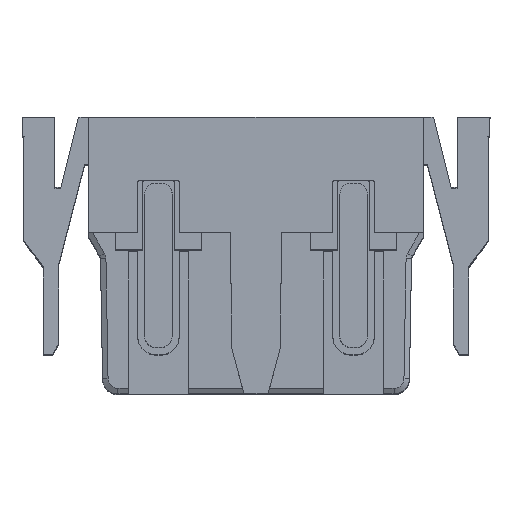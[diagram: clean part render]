
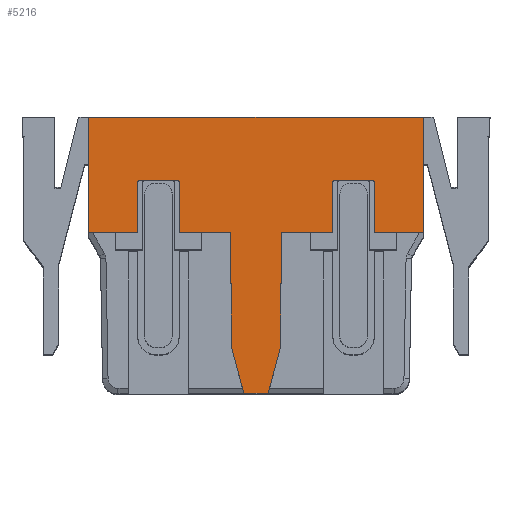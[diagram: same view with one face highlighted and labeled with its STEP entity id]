
A CAD part, top view. The second image highlights one B-rep face of the part: STEP entity #5216.
In plain terms, the highlighted planar face has unit normal (0, 0, 1).
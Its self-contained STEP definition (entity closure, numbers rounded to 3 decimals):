
#5075=AXIS2_PLACEMENT_3D('Plane Axis2P3D',#5072,#5073,#5074) ;
#5086=AXIS2_PLACEMENT_3D('Circle Axis2P3D',#5084,#5085,$) ;
#5091=AXIS2_PLACEMENT_3D('Circle Axis2P3D',#5089,#5090,$) ;
#5159=AXIS2_PLACEMENT_3D('Circle Axis2P3D',#5157,#5158,$) ;
#5173=AXIS2_PLACEMENT_3D('Circle Axis2P3D',#5171,#5172,$) ;
#3750=CARTESIAN_POINT('Vertex',(1.1,-14.2,14.35)) ;
#3753=CARTESIAN_POINT('Line Origine',(0.,-14.2,14.35)) ;
#3757=CARTESIAN_POINT('Vertex',(-1.1,-14.2,14.35)) ;
#3915=CARTESIAN_POINT('Vertex',(-15.25,0.5,14.35)) ;
#3918=CARTESIAN_POINT('Line Origine',(-15.25,5.75,14.35)) ;
#3922=CARTESIAN_POINT('Vertex',(-15.25,11.,14.35)) ;
#4010=CARTESIAN_POINT('Line Origine',(0.,11.,14.35)) ;
#4014=CARTESIAN_POINT('Vertex',(15.25,11.,14.35)) ;
#4176=CARTESIAN_POINT('Line Origine',(15.25,5.75,14.35)) ;
#4180=CARTESIAN_POINT('Vertex',(15.25,0.5,14.35)) ;
#4279=CARTESIAN_POINT('Vertex',(-7.25,5.25,14.35)) ;
#4282=CARTESIAN_POINT('Line Origine',(-8.9,5.25,14.35)) ;
#4286=CARTESIAN_POINT('Vertex',(-10.55,5.25,14.35)) ;
#4523=CARTESIAN_POINT('Vertex',(-10.85,0.5,14.35)) ;
#4526=CARTESIAN_POINT('Line Origine',(-13.05,0.5,14.35)) ;
#5055=CARTESIAN_POINT('Vertex',(2.23,-9.983,14.35)) ;
#5058=CARTESIAN_POINT('Line Origine',(1.665,-12.091,14.35)) ;
#5072=CARTESIAN_POINT('Axis2P3D Location',(0.,0.,14.35)) ;
#5077=CARTESIAN_POINT('Line Origine',(-10.85,2.725,14.35)) ;
#5081=CARTESIAN_POINT('Vertex',(-10.85,4.95,14.35)) ;
#5084=CARTESIAN_POINT('Axis2P3D Location',(-10.55,4.95,14.35)) ;
#5089=CARTESIAN_POINT('Axis2P3D Location',(-7.25,4.95,14.35)) ;
#5093=CARTESIAN_POINT('Vertex',(-6.95,4.95,14.35)) ;
#5096=CARTESIAN_POINT('Line Origine',(-6.95,2.725,14.35)) ;
#5100=CARTESIAN_POINT('Vertex',(-6.95,0.5,14.35)) ;
#5103=CARTESIAN_POINT('Line Origine',(-4.675,0.5,14.35)) ;
#5107=CARTESIAN_POINT('Vertex',(-2.4,0.5,14.35)) ;
#5110=CARTESIAN_POINT('Line Origine',(-2.361,0.5,14.35)) ;
#5114=CARTESIAN_POINT('Vertex',(-2.321,0.5,14.35)) ;
#5117=CARTESIAN_POINT('Line Origine',(-2.276,-4.741,14.35)) ;
#5121=CARTESIAN_POINT('Vertex',(-2.23,-9.983,14.35)) ;
#5124=CARTESIAN_POINT('Line Origine',(-1.665,-12.091,14.35)) ;
#5129=CARTESIAN_POINT('Line Origine',(2.276,-4.741,14.35)) ;
#5133=CARTESIAN_POINT('Vertex',(2.321,0.5,14.35)) ;
#5136=CARTESIAN_POINT('Line Origine',(2.361,0.5,14.35)) ;
#5140=CARTESIAN_POINT('Vertex',(2.4,0.5,14.35)) ;
#5143=CARTESIAN_POINT('Line Origine',(4.675,0.5,14.35)) ;
#5147=CARTESIAN_POINT('Vertex',(6.95,0.5,14.35)) ;
#5150=CARTESIAN_POINT('Line Origine',(6.95,2.725,14.35)) ;
#5154=CARTESIAN_POINT('Vertex',(6.95,4.95,14.35)) ;
#5157=CARTESIAN_POINT('Axis2P3D Location',(7.25,4.95,14.35)) ;
#5161=CARTESIAN_POINT('Vertex',(7.25,5.25,14.35)) ;
#5164=CARTESIAN_POINT('Line Origine',(8.9,5.25,14.35)) ;
#5168=CARTESIAN_POINT('Vertex',(10.55,5.25,14.35)) ;
#5171=CARTESIAN_POINT('Axis2P3D Location',(10.55,4.95,14.35)) ;
#5175=CARTESIAN_POINT('Vertex',(10.85,4.95,14.35)) ;
#5178=CARTESIAN_POINT('Line Origine',(10.85,2.725,14.35)) ;
#5182=CARTESIAN_POINT('Vertex',(10.85,0.5,14.35)) ;
#5185=CARTESIAN_POINT('Line Origine',(13.05,0.5,14.35)) ;
#3754=DIRECTION('Vector Direction',(1.,0.,0.)) ;
#3919=DIRECTION('Vector Direction',(0.,1.,0.)) ;
#4011=DIRECTION('Vector Direction',(1.,0.,0.)) ;
#4177=DIRECTION('Vector Direction',(0.,1.,0.)) ;
#4283=DIRECTION('Vector Direction',(-1.,0.,0.)) ;
#4527=DIRECTION('Vector Direction',(-1.,0.,0.)) ;
#5059=DIRECTION('Vector Direction',(-0.259,-0.966,0.)) ;
#5073=DIRECTION('Axis2P3D Direction',(0.,0.,1.)) ;
#5074=DIRECTION('Axis2P3D XDirection',(1.,0.,0.)) ;
#5078=DIRECTION('Vector Direction',(0.,1.,0.)) ;
#5085=DIRECTION('Axis2P3D Direction',(0.,0.,1.)) ;
#5090=DIRECTION('Axis2P3D Direction',(0.,0.,1.)) ;
#5097=DIRECTION('Vector Direction',(0.,-1.,0.)) ;
#5104=DIRECTION('Vector Direction',(-1.,0.,0.)) ;
#5111=DIRECTION('Vector Direction',(1.,0.,0.)) ;
#5118=DIRECTION('Vector Direction',(0.009,-1.,0.)) ;
#5125=DIRECTION('Vector Direction',(0.259,-0.966,0.)) ;
#5130=DIRECTION('Vector Direction',(-0.009,-1.,0.)) ;
#5137=DIRECTION('Vector Direction',(1.,0.,0.)) ;
#5144=DIRECTION('Vector Direction',(-1.,0.,0.)) ;
#5151=DIRECTION('Vector Direction',(0.,-1.,0.)) ;
#5158=DIRECTION('Axis2P3D Direction',(0.,0.,1.)) ;
#5165=DIRECTION('Vector Direction',(1.,0.,0.)) ;
#5172=DIRECTION('Axis2P3D Direction',(0.,0.,1.)) ;
#5179=DIRECTION('Vector Direction',(0.,1.,0.)) ;
#5186=DIRECTION('Vector Direction',(-1.,0.,0.)) ;
#3755=VECTOR('Line Direction',#3754,1.) ;
#3920=VECTOR('Line Direction',#3919,1.) ;
#4012=VECTOR('Line Direction',#4011,1.) ;
#4178=VECTOR('Line Direction',#4177,1.) ;
#4284=VECTOR('Line Direction',#4283,1.) ;
#4528=VECTOR('Line Direction',#4527,1.) ;
#5060=VECTOR('Line Direction',#5059,1.) ;
#5079=VECTOR('Line Direction',#5078,1.) ;
#5098=VECTOR('Line Direction',#5097,1.) ;
#5105=VECTOR('Line Direction',#5104,1.) ;
#5112=VECTOR('Line Direction',#5111,1.) ;
#5119=VECTOR('Line Direction',#5118,1.) ;
#5126=VECTOR('Line Direction',#5125,1.) ;
#5131=VECTOR('Line Direction',#5130,1.) ;
#5138=VECTOR('Line Direction',#5137,1.) ;
#5145=VECTOR('Line Direction',#5144,1.) ;
#5152=VECTOR('Line Direction',#5151,1.) ;
#5166=VECTOR('Line Direction',#5165,1.) ;
#5180=VECTOR('Line Direction',#5179,1.) ;
#5187=VECTOR('Line Direction',#5186,1.) ;
#5191=ORIENTED_EDGE('',*,*,#4530,.T.) ;
#5192=ORIENTED_EDGE('',*,*,#5083,.F.) ;
#5193=ORIENTED_EDGE('',*,*,#5088,.T.) ;
#5194=ORIENTED_EDGE('',*,*,#4288,.F.) ;
#5195=ORIENTED_EDGE('',*,*,#5095,.T.) ;
#5196=ORIENTED_EDGE('',*,*,#5102,.F.) ;
#5197=ORIENTED_EDGE('',*,*,#5109,.T.) ;
#5198=ORIENTED_EDGE('',*,*,#5116,.F.) ;
#5199=ORIENTED_EDGE('',*,*,#5123,.T.) ;
#5200=ORIENTED_EDGE('',*,*,#5128,.T.) ;
#5201=ORIENTED_EDGE('',*,*,#3759,.T.) ;
#5202=ORIENTED_EDGE('',*,*,#5062,.F.) ;
#5203=ORIENTED_EDGE('',*,*,#5135,.F.) ;
#5204=ORIENTED_EDGE('',*,*,#5142,.F.) ;
#5205=ORIENTED_EDGE('',*,*,#5149,.T.) ;
#5206=ORIENTED_EDGE('',*,*,#5156,.F.) ;
#5207=ORIENTED_EDGE('',*,*,#5163,.T.) ;
#5208=ORIENTED_EDGE('',*,*,#5170,.F.) ;
#5209=ORIENTED_EDGE('',*,*,#5177,.T.) ;
#5210=ORIENTED_EDGE('',*,*,#5184,.F.) ;
#5211=ORIENTED_EDGE('',*,*,#5189,.T.) ;
#5212=ORIENTED_EDGE('',*,*,#4182,.F.) ;
#5213=ORIENTED_EDGE('',*,*,#4016,.T.) ;
#5214=ORIENTED_EDGE('',*,*,#3924,.F.) ;
#5216=ADVANCED_FACE('Hauptk\X2\00F6\X0\rper.3',(#5215),#5076,.T.) ;
#5087=CIRCLE('generated circle',#5086,0.3) ;
#5092=CIRCLE('generated circle',#5091,0.3) ;
#5160=CIRCLE('generated circle',#5159,0.3) ;
#5174=CIRCLE('generated circle',#5173,0.3) ;
#3759=EDGE_CURVE('',#3758,#3751,#3756,.T.) ;
#3924=EDGE_CURVE('',#3916,#3923,#3921,.T.) ;
#4016=EDGE_CURVE('',#4015,#3923,#4013,.F.) ;
#4182=EDGE_CURVE('',#4015,#4181,#4179,.F.) ;
#4288=EDGE_CURVE('',#4280,#4287,#4285,.T.) ;
#4530=EDGE_CURVE('',#3916,#4524,#4529,.F.) ;
#5062=EDGE_CURVE('',#5056,#3751,#5061,.T.) ;
#5083=EDGE_CURVE('',#5082,#4524,#5080,.F.) ;
#5088=EDGE_CURVE('',#5082,#4287,#5087,.F.) ;
#5095=EDGE_CURVE('',#4280,#5094,#5092,.F.) ;
#5102=EDGE_CURVE('',#5101,#5094,#5099,.F.) ;
#5109=EDGE_CURVE('',#5101,#5108,#5106,.F.) ;
#5116=EDGE_CURVE('',#5115,#5108,#5113,.F.) ;
#5123=EDGE_CURVE('',#5115,#5122,#5120,.T.) ;
#5128=EDGE_CURVE('',#5122,#3758,#5127,.T.) ;
#5135=EDGE_CURVE('',#5134,#5056,#5132,.T.) ;
#5142=EDGE_CURVE('',#5141,#5134,#5139,.F.) ;
#5149=EDGE_CURVE('',#5141,#5148,#5146,.F.) ;
#5156=EDGE_CURVE('',#5155,#5148,#5153,.T.) ;
#5163=EDGE_CURVE('',#5155,#5162,#5160,.F.) ;
#5170=EDGE_CURVE('',#5169,#5162,#5167,.F.) ;
#5177=EDGE_CURVE('',#5169,#5176,#5174,.F.) ;
#5184=EDGE_CURVE('',#5183,#5176,#5181,.T.) ;
#5189=EDGE_CURVE('',#5183,#4181,#5188,.F.) ;
#5190=EDGE_LOOP('',(#5191,#5192,#5193,#5194,#5195,#5196,#5197,#5198,#5199,#5200,#5201,#5202,#5203,#5204,#5205,#5206,#5207,#5208,#5209,#5210,#5211,#5212,#5213,#5214)) ;
#5215=FACE_OUTER_BOUND('',#5190,.T.) ;
#3756=LINE('Line',#3753,#3755) ;
#3921=LINE('Line',#3918,#3920) ;
#4013=LINE('Line',#4010,#4012) ;
#4179=LINE('Line',#4176,#4178) ;
#4285=LINE('Line',#4282,#4284) ;
#4529=LINE('Line',#4526,#4528) ;
#5061=LINE('Line',#5058,#5060) ;
#5080=LINE('Line',#5077,#5079) ;
#5099=LINE('Line',#5096,#5098) ;
#5106=LINE('Line',#5103,#5105) ;
#5113=LINE('Line',#5110,#5112) ;
#5120=LINE('Line',#5117,#5119) ;
#5127=LINE('Line',#5124,#5126) ;
#5132=LINE('Line',#5129,#5131) ;
#5139=LINE('Line',#5136,#5138) ;
#5146=LINE('Line',#5143,#5145) ;
#5153=LINE('Line',#5150,#5152) ;
#5167=LINE('Line',#5164,#5166) ;
#5181=LINE('Line',#5178,#5180) ;
#5188=LINE('Line',#5185,#5187) ;
#5076=PLANE('',#5075) ;
#3751=VERTEX_POINT('',#3750) ;
#3758=VERTEX_POINT('',#3757) ;
#3916=VERTEX_POINT('',#3915) ;
#3923=VERTEX_POINT('',#3922) ;
#4015=VERTEX_POINT('',#4014) ;
#4181=VERTEX_POINT('',#4180) ;
#4280=VERTEX_POINT('',#4279) ;
#4287=VERTEX_POINT('',#4286) ;
#4524=VERTEX_POINT('',#4523) ;
#5056=VERTEX_POINT('',#5055) ;
#5082=VERTEX_POINT('',#5081) ;
#5094=VERTEX_POINT('',#5093) ;
#5101=VERTEX_POINT('',#5100) ;
#5108=VERTEX_POINT('',#5107) ;
#5115=VERTEX_POINT('',#5114) ;
#5122=VERTEX_POINT('',#5121) ;
#5134=VERTEX_POINT('',#5133) ;
#5141=VERTEX_POINT('',#5140) ;
#5148=VERTEX_POINT('',#5147) ;
#5155=VERTEX_POINT('',#5154) ;
#5162=VERTEX_POINT('',#5161) ;
#5169=VERTEX_POINT('',#5168) ;
#5176=VERTEX_POINT('',#5175) ;
#5183=VERTEX_POINT('',#5182) ;
